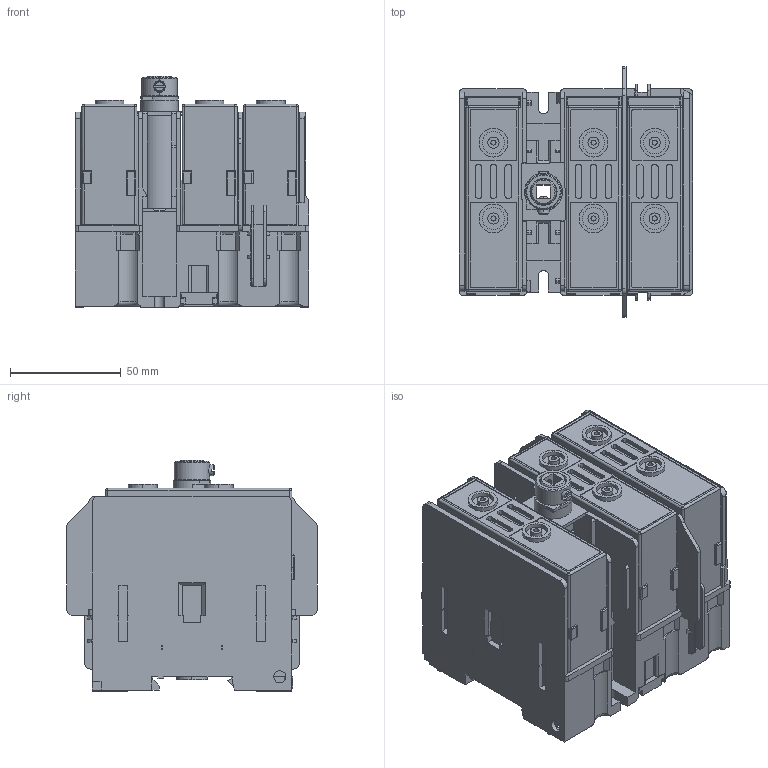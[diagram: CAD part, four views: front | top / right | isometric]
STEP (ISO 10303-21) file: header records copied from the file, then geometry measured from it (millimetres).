
FILE_DESCRIPTION((''),'2;1');
FILE_NAME('OS30FAJ12-AL_SW0001','2022-08-08T15:09:16',('FIANLEH10'),(''),'CREO PARAMETRIC BY PTC INC, 2020184','CREO PARAMETRIC BY PTC INC, 2020184','');
FILE_SCHEMA(('AUTOMOTIVE_DESIGN { 1 0 10303 214 1 1 1 1 }'));
Products named in the file (1): OS30FAJ12-AL_SW0001
Bounding box: 105.2 x 113 x 104.3 mm (x, y, z)
Volume: 696846 mm3; surface area: 159901.4 mm2
Topology: 1 solids, 1 shells, 2321 faces, 6619 edges, 4329 vertices
Faces by surface type: plane 1677, cylinder 533, cone 48, sphere 33, torus 20, bspline 10
Entity records: 96215 total; most frequent: CARTESIAN_POINT 16944, ORIENTED_EDGE 13214, DIRECTION 12257, EDGE_CURVE 6607, VECTOR 5092, LINE 5092, VERTEX_POINT 4329, AXIS2_PLACEMENT_3D 3581
